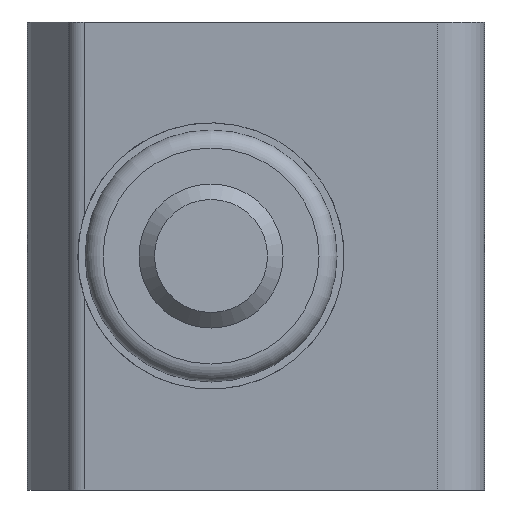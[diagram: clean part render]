
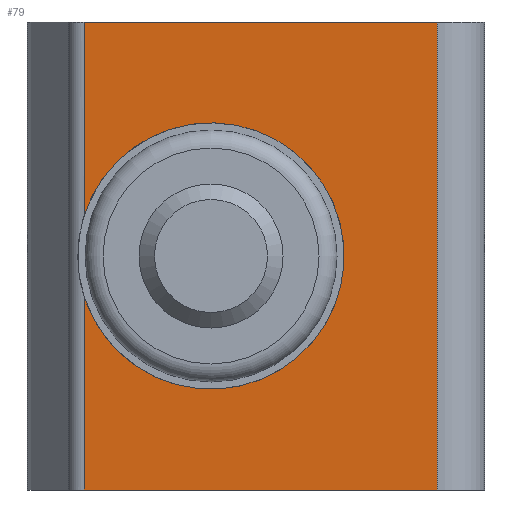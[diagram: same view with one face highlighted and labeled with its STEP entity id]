
A CAD part, front view. The second image highlights one B-rep face of the part: STEP entity #79.
In plain terms, the highlighted planar face has unit normal (-0.092, -0.996, 0).
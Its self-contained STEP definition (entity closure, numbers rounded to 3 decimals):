
#79 = ADVANCED_FACE( '', ( #187 ), #188, .F. );
#187 = FACE_OUTER_BOUND( '', #333, .T. );
#188 = PLANE( '', #334 );
#333 = EDGE_LOOP( '', ( #508, #509, #510, #511, #512, #513 ) );
#334 = AXIS2_PLACEMENT_3D( '', #514, #515, #516 );
#508 = ORIENTED_EDGE( '', *, *, #819, .F. );
#509 = ORIENTED_EDGE( '', *, *, #820, .T. );
#510 = ORIENTED_EDGE( '', *, *, #821, .T. );
#511 = ORIENTED_EDGE( '', *, *, #822, .F. );
#512 = ORIENTED_EDGE( '', *, *, #797, .F. );
#513 = ORIENTED_EDGE( '', *, *, #823, .T. );
#514 = CARTESIAN_POINT( '', ( -3.526, 1.316, 6.5 ) );
#515 = DIRECTION( '', ( 0.092, 0.996, 0. ) );
#516 = DIRECTION( '', ( -0.996, 0.092, 0. ) );
#797 = EDGE_CURVE( '', #932, #934, #935, .T. );
#819 = EDGE_CURVE( '', #971, #972, #973, .F. );
#820 = EDGE_CURVE( '', #971, #974, #975, .T. );
#821 = EDGE_CURVE( '', #974, #976, #977, .T. );
#822 = EDGE_CURVE( '', #934, #976, #978, .T. );
#823 = EDGE_CURVE( '', #932, #972, #979, .T. );
#932 = VERTEX_POINT( '', #1127 );
#934 = VERTEX_POINT( '', #1129 );
#935 = LINE( '', #1130, #1131 );
#971 = VERTEX_POINT( '', #1178 );
#972 = VERTEX_POINT( '', #1179 );
#973 = ELLIPSE( '', #1180, 3.716, 3.7 );
#974 = VERTEX_POINT( '', #1181 );
#975 = LINE( '', #1182, #1183 );
#976 = VERTEX_POINT( '', #1184 );
#977 = LINE( '', #1185, #1186 );
#978 = LINE( '', #1187, #1188 );
#979 = LINE( '', #1189, #1190 );
#1127 = CARTESIAN_POINT( '', ( -3.526, 1.316, 6.5 ) );
#1129 = CARTESIAN_POINT( '', ( 6.289, 0.405, 6.5 ) );
#1130 = CARTESIAN_POINT( '', ( -3.526, 1.316, 6.5 ) );
#1131 = VECTOR( '', #1365, 1000. );
#1178 = CARTESIAN_POINT( '', ( -3.526, 1.316, -1.122 ) );
#1179 = CARTESIAN_POINT( '', ( -3.526, 1.316, 1.122 ) );
#1180 = AXIS2_PLACEMENT_3D( '', #1392, #1393, #1394 );
#1181 = CARTESIAN_POINT( '', ( -3.526, 1.316, -6.5 ) );
#1182 = CARTESIAN_POINT( '', ( -3.526, 1.316, 6.5 ) );
#1183 = VECTOR( '', #1395, 1000. );
#1184 = CARTESIAN_POINT( '', ( 6.289, 0.405, -6.5 ) );
#1185 = CARTESIAN_POINT( '', ( -3.526, 1.316, -6.5 ) );
#1186 = VECTOR( '', #1396, 1000. );
#1187 = CARTESIAN_POINT( '', ( 6.289, 0.405, 6.5 ) );
#1188 = VECTOR( '', #1397, 1000. );
#1189 = CARTESIAN_POINT( '', ( -3.526, 1.316, 6.5 ) );
#1190 = VECTOR( '', #1398, 1000. );
#1365 = DIRECTION( '', ( 0.996, -0.092, 0. ) );
#1392 = CARTESIAN_POINT( '', ( 0., 0.989, 0. ) );
#1393 = DIRECTION( '', ( 0.092, 0.996, 0. ) );
#1394 = DIRECTION( '', ( 0.996, -0.092, 0. ) );
#1395 = DIRECTION( '', ( 0., 0., -1. ) );
#1396 = DIRECTION( '', ( 0.996, -0.092, 0. ) );
#1397 = DIRECTION( '', ( 0., 0., -1. ) );
#1398 = DIRECTION( '', ( 0., 0., -1. ) );
